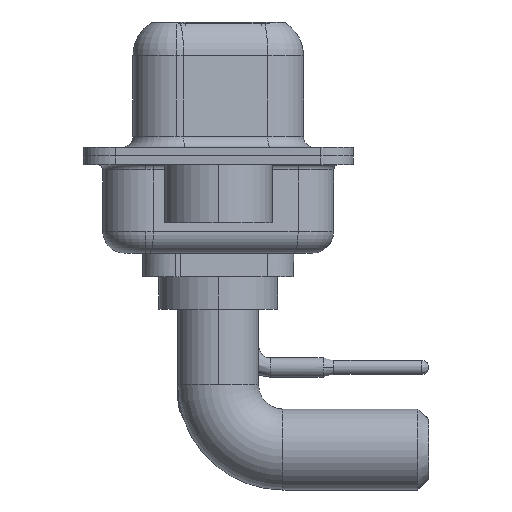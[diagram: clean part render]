
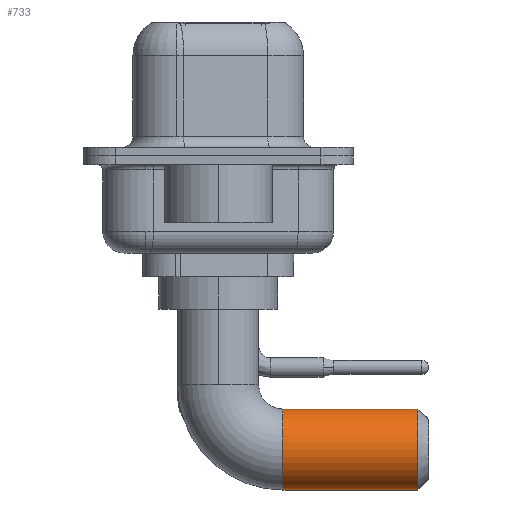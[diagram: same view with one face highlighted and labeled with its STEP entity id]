
A CAD part, left-side view. The second image highlights one B-rep face of the part: STEP entity #733.
In plain terms, the highlighted cylindrical face has radius 1.875 mm (diameter 3.75 mm), a partial arc.
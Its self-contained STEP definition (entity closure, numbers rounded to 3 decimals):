
#199 = CARTESIAN_POINT ( 'NONE',  ( 0., -9.25, -6.5 ) ) ;
#733 = ADVANCED_FACE ( 'NONE', ( #10041 ), #16299, .T. ) ;
#2023 = ORIENTED_EDGE ( 'NONE', *, *, #2581, .T. ) ;
#2243 = AXIS2_PLACEMENT_3D ( 'NONE', #5637, #9521, #14761 ) ;
#2389 = LINE ( 'NONE', #3665, #10771 ) ;
#2581 = EDGE_CURVE ( 'NONE', #11862, #15301, #3339, .T. ) ;
#2831 = DIRECTION ( 'NONE',  ( 0., -1., 0. ) ) ;
#3339 = CIRCLE ( 'NONE', #2243, 1.875 ) ;
#3665 = CARTESIAN_POINT ( 'NONE',  ( 0., -3., -8.375 ) ) ;
#3795 = EDGE_CURVE ( 'NONE', #11862, #8305, #15813, .T. ) ;
#4284 = CARTESIAN_POINT ( 'NONE',  ( 0., -3., -4.625 ) ) ;
#4689 = EDGE_LOOP ( 'NONE', ( #9196, #2023, #8198, #6528 ) ) ;
#5126 = EDGE_CURVE ( 'NONE', #15301, #8822, #2389, .T. ) ;
#5637 = CARTESIAN_POINT ( 'NONE',  ( 0., -3., -6.5 ) ) ;
#6528 = ORIENTED_EDGE ( 'NONE', *, *, #7044, .T. ) ;
#7044 = EDGE_CURVE ( 'NONE', #8822, #8305, #8223, .T. ) ;
#7347 = DIRECTION ( 'NONE',  ( 0., 0., -1. ) ) ;
#7575 = DIRECTION ( 'NONE',  ( 0., -1., 0. ) ) ;
#8014 = DIRECTION ( 'NONE',  ( 0., 1., 0. ) ) ;
#8198 = ORIENTED_EDGE ( 'NONE', *, *, #5126, .T. ) ;
#8223 = CIRCLE ( 'NONE', #16149, 1.875 ) ;
#8305 = VERTEX_POINT ( 'NONE', #12650 ) ;
#8822 = VERTEX_POINT ( 'NONE', #14208 ) ;
#9196 = ORIENTED_EDGE ( 'NONE', *, *, #3795, .F. ) ;
#9197 = AXIS2_PLACEMENT_3D ( 'NONE', #15034, #15292, #7347 ) ;
#9521 = DIRECTION ( 'NONE',  ( 0., -1., 0. ) ) ;
#10041 = FACE_OUTER_BOUND ( 'NONE', #4689, .T. ) ;
#10771 = VECTOR ( 'NONE', #7575, 1000. ) ;
#11862 = VERTEX_POINT ( 'NONE', #4284 ) ;
#12007 = DIRECTION ( 'NONE',  ( 0., 0., -1. ) ) ;
#12650 = CARTESIAN_POINT ( 'NONE',  ( 0., -9.25, -4.625 ) ) ;
#12819 = CARTESIAN_POINT ( 'NONE',  ( 0., -3., -8.375 ) ) ;
#13442 = VECTOR ( 'NONE', #2831, 1000. ) ;
#14208 = CARTESIAN_POINT ( 'NONE',  ( 0., -9.25, -8.375 ) ) ;
#14514 = CARTESIAN_POINT ( 'NONE',  ( 0., -3., -4.625 ) ) ;
#14761 = DIRECTION ( 'NONE',  ( -1., 0., 0. ) ) ;
#15034 = CARTESIAN_POINT ( 'NONE',  ( 0., -3., -6.5 ) ) ;
#15292 = DIRECTION ( 'NONE',  ( 0., -1., 0. ) ) ;
#15301 = VERTEX_POINT ( 'NONE', #12819 ) ;
#15813 = LINE ( 'NONE', #14514, #13442 ) ;
#16149 = AXIS2_PLACEMENT_3D ( 'NONE', #199, #8014, #12007 ) ;
#16299 = CYLINDRICAL_SURFACE ( 'NONE', #9197, 1.875 ) ;
